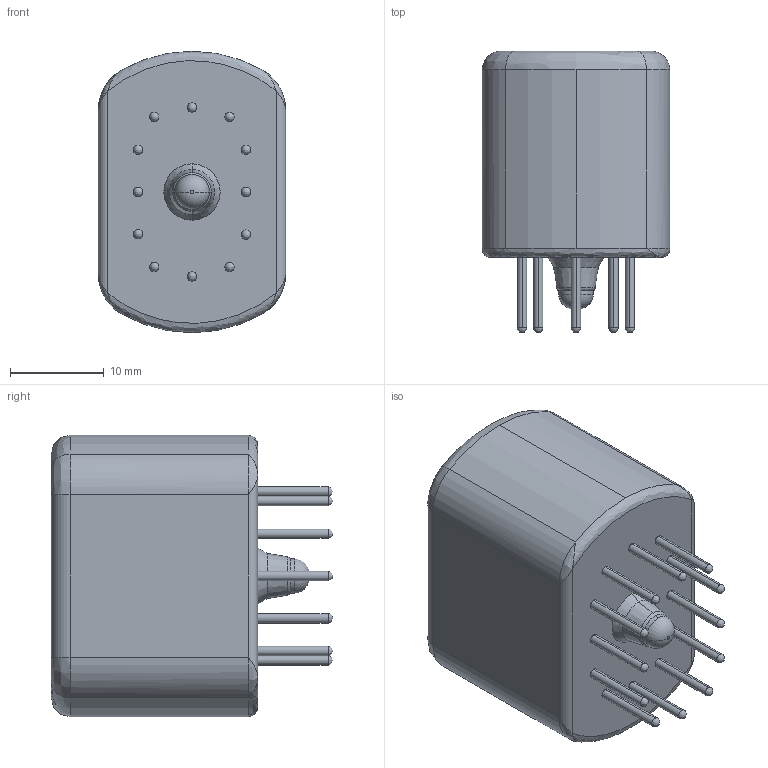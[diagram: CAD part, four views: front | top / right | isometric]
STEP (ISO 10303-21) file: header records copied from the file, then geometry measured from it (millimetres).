
FILE_DESCRIPTION (( 'STEP AP214' ), '1' );
FILE_NAME ('User Library-IN-12 Nixie.STEP', '2020-07-22T02:06:27', ( '' ), ( '' ), 'SwSTEP 2.0', 'SolidWorks 2020', '' );
FILE_SCHEMA (( 'AUTOMOTIVE_DESIGN' ));
Length unit declared in the file: millimetre
Products named in the file (1): User Library-IN-12 Nixie
Bounding box: 20 x 30 x 30 mm (x, y, z)
Volume: 12113 mm3; surface area: 3241.1 mm2
Topology: 1 solids, 1 shells, 74 faces, 207 edges, 120 vertices
Faces by surface type: cylinder 35, bspline 26, cone 6, plane 5, torus 2
Entity records: 3111 total; most frequent: CARTESIAN_POINT 974, DIRECTION 369, ORIENTED_EDGE 358, EDGE_CURVE 179, AXIS2_PLACEMENT_3D 161, VERTEX_POINT 120, CIRCLE 112, EDGE_LOOP 87
